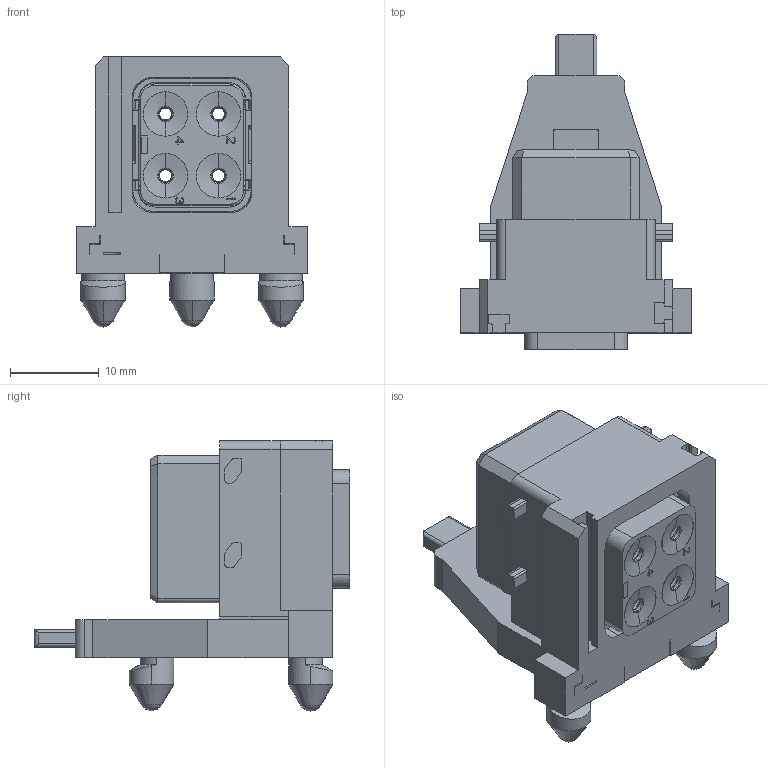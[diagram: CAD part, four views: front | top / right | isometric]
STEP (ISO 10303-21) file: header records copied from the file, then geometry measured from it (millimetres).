
FILE_DESCRIPTION((''),'2;1');
FILE_NAME('35599128000PSU','2020-02-20T',('presta_be4'),(''),'CREO PARAMETRIC BY PTC INC, 2018360','CREO PARAMETRIC BY PTC INC, 2018360','');
FILE_SCHEMA(('CONFIG_CONTROL_DESIGN'));
Products named in the file (1): 35599128000PSU
Bounding box: 26 x 35.49 x 30.4 mm (x, y, z)
Volume: 7201.1 mm3; surface area: 8498.7 mm2
Topology: 1 solids, 1 shells, 1583 faces, 4037 edges, 2489 vertices
Faces by surface type: plane 656, cylinder 342, bspline 234, torus 168, cone 129, sphere 54
Entity records: 65771 total; most frequent: CARTESIAN_POINT 29111, ORIENTED_EDGE 8062, DIRECTION 7162, EDGE_CURVE 4031, AXIS2_PLACEMENT_3D 2577, VERTEX_POINT 2489, VECTOR 2008, LINE 2008
